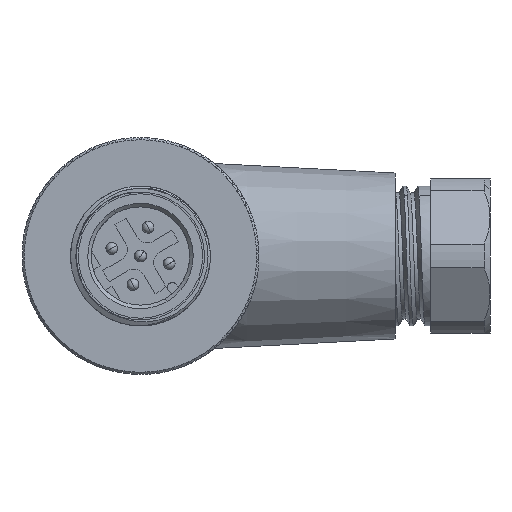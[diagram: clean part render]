
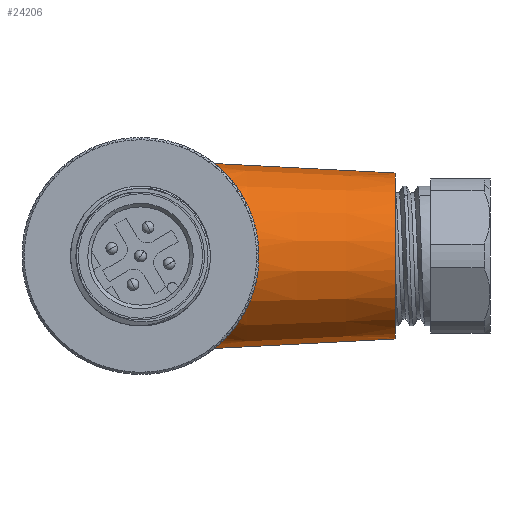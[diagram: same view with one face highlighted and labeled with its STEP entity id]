
A CAD part, left-side view. The second image highlights one B-rep face of the part: STEP entity #24206.
In plain terms, the highlighted conical face has half-angle 3 degrees and reference radius 7 mm.
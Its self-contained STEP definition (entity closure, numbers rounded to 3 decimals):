
#528 = EDGE_CURVE ( 'NONE', #1379, #1072, #51047, .T. ) ;
#1072 = VERTEX_POINT ( 'NONE', #43594 ) ;
#1213 = CARTESIAN_POINT ( 'NONE',  ( 14., -21.5, -7. ) ) ;
#1379 = VERTEX_POINT ( 'NONE', #4010 ) ;
#1609 = EDGE_LOOP ( 'NONE', ( #19599, #3411, #43330, #38998 ) ) ;
#2988 = CARTESIAN_POINT ( 'NONE',  ( 13.45, -4.883, -7.856 ) ) ;
#3262 = CARTESIAN_POINT ( 'NONE',  ( 7.997, -7.879, -4.869 ) ) ;
#3411 = ORIENTED_EDGE ( 'NONE', *, *, #528, .T. ) ;
#3810 = CARTESIAN_POINT ( 'NONE',  ( 9.344, -6.842, 6.237 ) ) ;
#4010 = CARTESIAN_POINT ( 'NONE',  ( 14., -21.5, -7. ) ) ;
#6070 = CARTESIAN_POINT ( 'NONE',  ( 14., -21.5, 7. ) ) ;
#7036 = AXIS2_PLACEMENT_3D ( 'NONE', #46925, #38278, #18155 ) ;
#7202 = CARTESIAN_POINT ( 'NONE',  ( 6.633, -9.014, -2.147 ) ) ;
#7479 = CARTESIAN_POINT ( 'NONE',  ( 9.926, -6.439, -6.643 ) ) ;
#7514 = EDGE_CURVE ( 'NONE', #30312, #55306, #43153, .T. ) ;
#7745 = CARTESIAN_POINT ( 'NONE',  ( 12.656, -5.05, 7.751 ) ) ;
#7925 = VECTOR ( 'NONE', #44343, 1000. ) ;
#8013 = CARTESIAN_POINT ( 'NONE',  ( 6.578, -9.061, 1.879 ) ) ;
#10808 = CARTESIAN_POINT ( 'NONE',  ( 14., -4.857, -7.872 ) ) ;
#11121 = CARTESIAN_POINT ( 'NONE',  ( 11.89, -5.309, -7.578 ) ) ;
#11943 = CARTESIAN_POINT ( 'NONE',  ( 8.982, -7.111, 5.931 ) ) ;
#12206 = CARTESIAN_POINT ( 'NONE',  ( 7.2, -8.533, 3.607 ) ) ;
#13817 = DIRECTION ( 'NONE',  ( 0., 0.999, -0.052 ) ) ;
#15877 = CARTESIAN_POINT ( 'NONE',  ( 6.469, -9.154, 1.354 ) ) ;
#16152 = CARTESIAN_POINT ( 'NONE',  ( 8.313, -7.626, 5.252 ) ) ;
#16683 = CARTESIAN_POINT ( 'NONE',  ( 14., -4.857, 7.872 ) ) ;
#17604 = FACE_OUTER_BOUND ( 'NONE', #1609, .T. ) ;
#18155 = DIRECTION ( 'NONE',  ( 0., 0., 1. ) ) ;
#19599 = ORIENTED_EDGE ( 'NONE', *, *, #30858, .F. ) ;
#20067 = CARTESIAN_POINT ( 'NONE',  ( 14., -4.857, -7.872 ) ) ;
#20345 = CARTESIAN_POINT ( 'NONE',  ( 12.916, -4.98, -7.795 ) ) ;
#20893 = CARTESIAN_POINT ( 'NONE',  ( 10.542, -6.041, -7.007 ) ) ;
#22238 = LINE ( 'NONE', #1213, #43165 ) ;
#23993 = CARTESIAN_POINT ( 'NONE',  ( 9.345, -6.842, -6.237 ) ) ;
#24206 = ADVANCED_FACE ( 'NONE', ( #17604 ), #29364, .T. ) ;
#24270 = CARTESIAN_POINT ( 'NONE',  ( 6.413, -9.202, -1.085 ) ) ;
#24535 = CARTESIAN_POINT ( 'NONE',  ( 10.538, -6.034, 7.018 ) ) ;
#25092 = CARTESIAN_POINT ( 'NONE',  ( 13.456, -4.882, 7.857 ) ) ;
#27332 = LINE ( 'NONE', #6070, #7925 ) ;
#28474 = CARTESIAN_POINT ( 'NONE',  ( 11.423, -5.537, -7.417 ) ) ;
#28753 = CARTESIAN_POINT ( 'NONE',  ( 10.126, -6.301, 6.783 ) ) ;
#29015 = CARTESIAN_POINT ( 'NONE',  ( 11.428, -5.543, 7.406 ) ) ;
#29285 = CARTESIAN_POINT ( 'NONE',  ( 11.903, -5.322, 7.567 ) ) ;
#29364 = CONICAL_SURFACE ( 'NONE', #7036, 7., 0.052 ) ;
#30312 = VERTEX_POINT ( 'NONE', #10808 ) ;
#30858 = EDGE_CURVE ( 'NONE', #1379, #30312, #22238, .T. ) ;
#31631 = CARTESIAN_POINT ( 'NONE',  ( 14., -4.857, 7.872 ) ) ;
#32660 = CARTESIAN_POINT ( 'NONE',  ( 10.127, -6.305, -6.77 ) ) ;
#32946 = CARTESIAN_POINT ( 'NONE',  ( 8.004, -7.873, 4.879 ) ) ;
#33216 = CARTESIAN_POINT ( 'NONE',  ( 6.792, -8.877, -2.648 ) ) ;
#33473 = CARTESIAN_POINT ( 'NONE',  ( 10.758, -5.911, -7.117 ) ) ;
#33740 = CARTESIAN_POINT ( 'NONE',  ( 12.654, -5.05, -7.75 ) ) ;
#36826 = CARTESIAN_POINT ( 'NONE',  ( 8.981, -7.112, -5.93 ) ) ;
#37377 = CARTESIAN_POINT ( 'NONE',  ( 6.358, -9.25, -0.546 ) ) ;
#37901 = CARTESIAN_POINT ( 'NONE',  ( 7.444, -8.329, 4.05 ) ) ;
#38278 = DIRECTION ( 'NONE',  ( 0., 1., 0. ) ) ;
#38998 = ORIENTED_EDGE ( 'NONE', *, *, #7514, .F. ) ;
#40323 = AXIS2_PLACEMENT_3D ( 'NONE', #43933, #47852, #52332 ) ;
#41009 = CARTESIAN_POINT ( 'NONE',  ( 7.209, -8.526, -3.595 ) ) ;
#41283 = CARTESIAN_POINT ( 'NONE',  ( 13.726, -4.857, -7.872 ) ) ;
#41547 = CARTESIAN_POINT ( 'NONE',  ( 6.358, -9.25, 0.268 ) ) ;
#41822 = CARTESIAN_POINT ( 'NONE',  ( 11.2, -5.662, 7.316 ) ) ;
#43153 = B_SPLINE_CURVE_WITH_KNOTS ( 'NONE', 3,
 ( #20067, #41283, #2988, #20345, #33740, #11121, #28474, #33473, #20893, #32660, #7479, #23993, #36826, #45464, #3262, #49943, #54673, #41009, #53862, #33216, #7202, #24270, #37377, #41547, #50212, #54137, #15877, #8013, #45747, #50474, #54413, #12206, #37901, #32946, #16152, #11943, #3810, #28753, #24535, #41822, #29015, #29285, #46005, #7745, #46279, #25092, #54941, #16683 ),
 .UNSPECIFIED., .F., .F.,
 ( 4, 2, 2, 2, 2, 2, 2, 2, 2, 2, 2, 2, 2, 2, 2, 2, 2, 2, 2, 2, 2, 2, 2, 4 ),
 ( 0.046, 0.047, 0.047, 0.049, 0.05, 0.051, 0.052, 0.054, 0.055, 0.055, 0.057, 0.059, 0.06, 0.06, 0.061, 0.062, 0.064, 0.065, 0.067, 0.069, 0.069, 0.07, 0.071, 0.072 ),
 .UNSPECIFIED. ) ;
#43165 = VECTOR ( 'NONE', #13817, 1000. ) ;
#43330 = ORIENTED_EDGE ( 'NONE', *, *, #49689, .T. ) ;
#43594 = CARTESIAN_POINT ( 'NONE',  ( 14., -21.5, 7. ) ) ;
#43933 = CARTESIAN_POINT ( 'NONE',  ( 14., -21.5, 0. ) ) ;
#44343 = DIRECTION ( 'NONE',  ( 0., 0.999, 0.052 ) ) ;
#45464 = CARTESIAN_POINT ( 'NONE',  ( 8.304, -7.633, -5.243 ) ) ;
#45747 = CARTESIAN_POINT ( 'NONE',  ( 6.645, -9.004, 2.137 ) ) ;
#46005 = CARTESIAN_POINT ( 'NONE',  ( 12.15, -5.221, 7.637 ) ) ;
#46279 = CARTESIAN_POINT ( 'NONE',  ( 12.916, -4.98, 7.796 ) ) ;
#46925 = CARTESIAN_POINT ( 'NONE',  ( 14., -21.5, 0. ) ) ;
#47852 = DIRECTION ( 'NONE',  ( 0., 1., 0. ) ) ;
#49689 = EDGE_CURVE ( 'NONE', #1072, #55306, #27332, .T. ) ;
#49943 = CARTESIAN_POINT ( 'NONE',  ( 7.582, -8.216, -4.255 ) ) ;
#50212 = CARTESIAN_POINT ( 'NONE',  ( 6.372, -9.238, 0.542 ) ) ;
#50474 = CARTESIAN_POINT ( 'NONE',  ( 6.803, -8.868, 2.643 ) ) ;
#51047 = CIRCLE ( 'NONE', #40323, 7. ) ;
#52332 = DIRECTION ( 'NONE',  ( 0., 0., 1. ) ) ;
#53862 = CARTESIAN_POINT ( 'NONE',  ( 7.096, -8.621, -3.362 ) ) ;
#54137 = CARTESIAN_POINT ( 'NONE',  ( 6.428, -9.19, 1.087 ) ) ;
#54413 = CARTESIAN_POINT ( 'NONE',  ( 6.895, -8.79, 2.891 ) ) ;
#54673 = CARTESIAN_POINT ( 'NONE',  ( 7.452, -8.324, -4.042 ) ) ;
#54941 = CARTESIAN_POINT ( 'NONE',  ( 13.729, -4.857, 7.872 ) ) ;
#55306 = VERTEX_POINT ( 'NONE', #31631 ) ;
